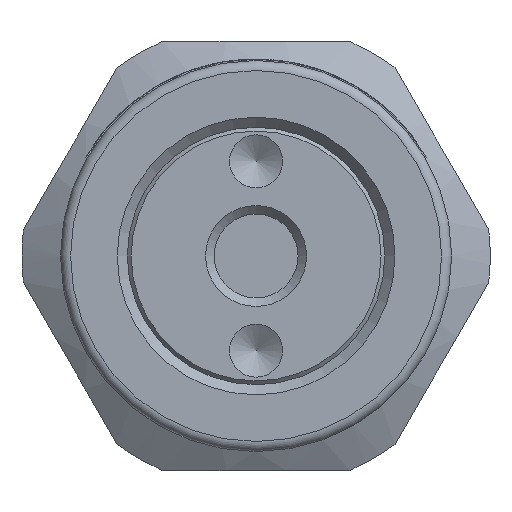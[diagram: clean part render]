
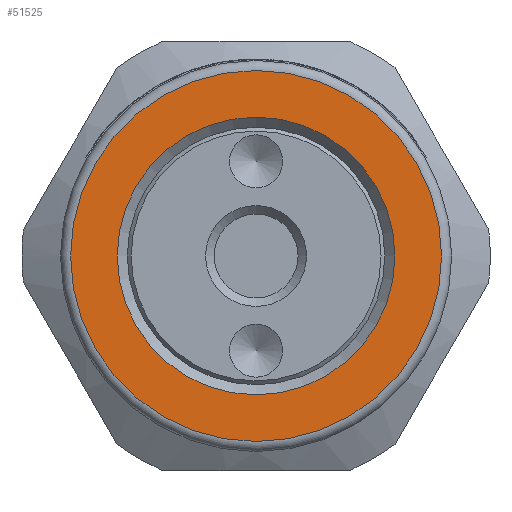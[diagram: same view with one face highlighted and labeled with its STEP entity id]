
A CAD part, left-side view. The second image highlights one B-rep face of the part: STEP entity #51525.
In plain terms, the highlighted planar face has unit normal (-1, 0, 0).
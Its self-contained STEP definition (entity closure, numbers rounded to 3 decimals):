
#51491=CARTESIAN_POINT('',(-94.0,14.7,0.0));
#51492=VERTEX_POINT('',#51491);
#51493=CARTESIAN_POINT('',(-94.0,0.0,0.0));
#51494=DIRECTION('',(1.0,0.0,0.0));
#51495=DIRECTION('',(0.0,-1.0,0.0));
#51496=AXIS2_PLACEMENT_3D('',#51493,#51494,#51495);
#51497=CIRCLE('',#51496,14.7);
#51498=EDGE_CURVE('',#51492,#51492,#51497,.T.);
#51506=CARTESIAN_POINT('',(-94.0,10.875,0.0));
#51507=DIRECTION('',(-1.0,0.0,0.0));
#51508=DIRECTION('',(0.0,0.0,1.0));
#51509=AXIS2_PLACEMENT_3D('',#51506,#51507,#51508);
#51510=PLANE('',#51509);
#51511=ORIENTED_EDGE('',*,*,#51498,.F.);
#51512=EDGE_LOOP('',(#51511));
#51513=FACE_OUTER_BOUND('',#51512,.T.);
#51514=CARTESIAN_POINT('',(-94.0,-11.0,0.0));
#51515=VERTEX_POINT('',#51514);
#51516=CARTESIAN_POINT('',(-94.0,0.0,0.0));
#51517=DIRECTION('',(1.0,0.0,0.0));
#51518=DIRECTION('',(0.0,-1.0,0.0));
#51519=AXIS2_PLACEMENT_3D('',#51516,#51517,#51518);
#51520=CIRCLE('',#51519,11.);
#51521=EDGE_CURVE('',#51515,#51515,#51520,.T.);
#51522=ORIENTED_EDGE('',*,*,#51521,.T.);
#51523=EDGE_LOOP('',(#51522));
#51524=FACE_BOUND('',#51523,.T.);
#51525=ADVANCED_FACE('',(#51513,#51524),#51510,.T.);
